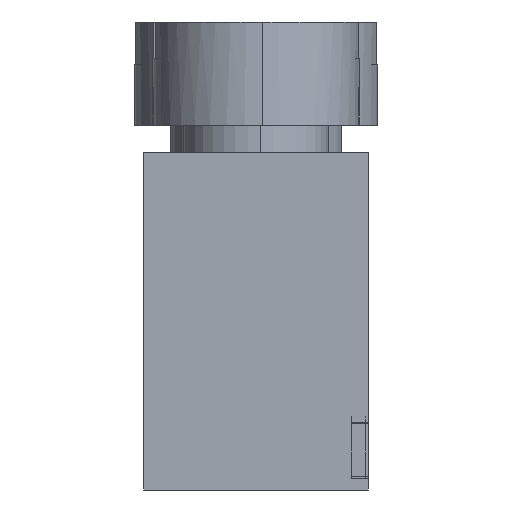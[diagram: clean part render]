
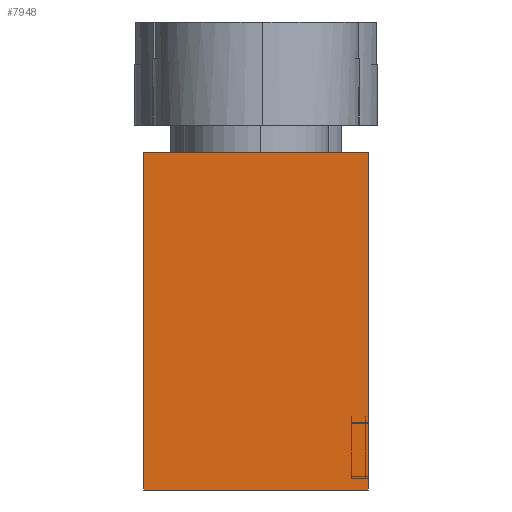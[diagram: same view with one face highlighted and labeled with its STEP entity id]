
A CAD part, left-side view. The second image highlights one B-rep face of the part: STEP entity #7948.
In plain terms, the highlighted planar face has unit normal (-1, 0, 0).
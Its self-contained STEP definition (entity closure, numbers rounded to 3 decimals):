
#446=DIRECTION('',(0.,0.,-1.));
#447=VECTOR('',#446,9.);
#448=CARTESIAN_POINT('',(-64.,3.,9.));
#449=LINE('',#448,#447);
#1374=DIRECTION('',(0.,1.,0.));
#1375=VECTOR('',#1374,6.);
#1376=CARTESIAN_POINT('',(-64.,-3.,9.));
#1377=LINE('',#1376,#1375);
#2566=DIRECTION('',(0.,1.,0.));
#2567=VECTOR('',#2566,6.);
#2568=CARTESIAN_POINT('',(-64.,-3.,0.));
#2569=LINE('',#2568,#2567);
#2573=DIRECTION('',(0.,0.,-1.));
#2574=VECTOR('',#2573,9.);
#2575=CARTESIAN_POINT('',(-64.,-3.,9.));
#2576=LINE('',#2575,#2574);
#5836=CARTESIAN_POINT('',(-64.,-3.,0.));
#5837=CARTESIAN_POINT('',(-64.,3.,0.));
#5838=VERTEX_POINT('',#5836);
#5839=VERTEX_POINT('',#5837);
#5840=CARTESIAN_POINT('',(-64.,3.,9.));
#5841=VERTEX_POINT('',#5840);
#5861=CARTESIAN_POINT('',(-64.,-3.,9.));
#5862=VERTEX_POINT('',#5861);
#7937=CARTESIAN_POINT('',(-64.,3.,0.));
#7938=DIRECTION('',(-1.,0.,0.));
#7939=DIRECTION('',(0.,-1.,0.));
#7940=AXIS2_PLACEMENT_3D('',#7937,#7938,#7939);
#7941=PLANE('',#7940);
#7942=ORIENTED_EDGE('',*,*,#6091,.T.);
#7943=ORIENTED_EDGE('',*,*,#6114,.F.);
#7944=ORIENTED_EDGE('',*,*,#6693,.F.);
#7945=ORIENTED_EDGE('',*,*,#6334,.T.);
#7946=EDGE_LOOP('',(#7942,#7943,#7944,#7945));
#7947=FACE_OUTER_BOUND('',#7946,.F.);
#6091=EDGE_CURVE('',#5838,#5839,#2569,.T.);
#6114=EDGE_CURVE('',#5841,#5839,#449,.T.);
#6334=EDGE_CURVE('',#5862,#5838,#2576,.T.);
#6693=EDGE_CURVE('',#5862,#5841,#1377,.T.);
#7948=ADVANCED_FACE('',(#7947),#7941,.T.);
